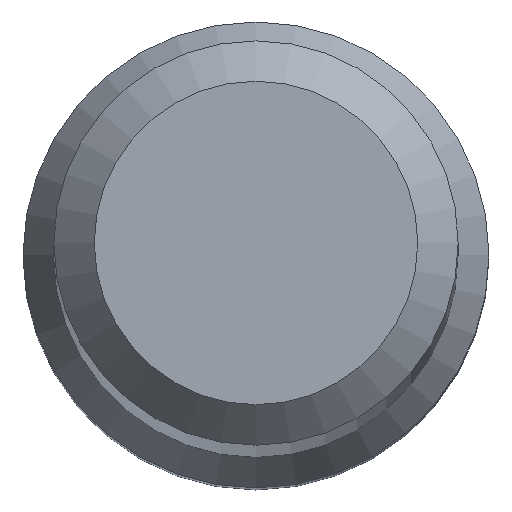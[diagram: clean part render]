
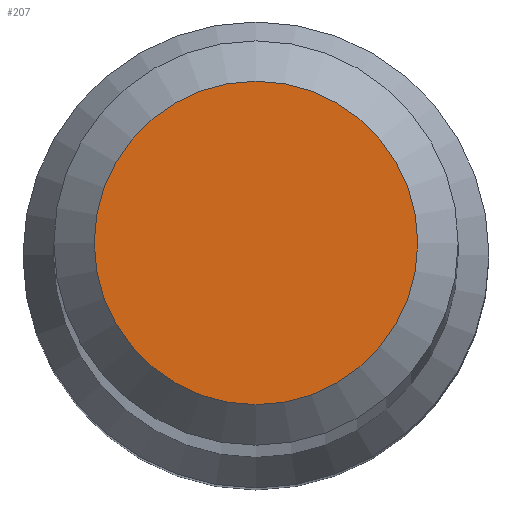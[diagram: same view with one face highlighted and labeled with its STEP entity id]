
A CAD part, top view. The second image highlights one B-rep face of the part: STEP entity #207.
In plain terms, the highlighted planar face has unit normal (0, 0, 1).
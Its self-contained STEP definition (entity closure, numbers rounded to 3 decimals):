
#1 = CARTESIAN_POINT ( 'NONE',  ( 0., 0., 80. ) ) ;
#14 = EDGE_LOOP ( 'NONE', ( #230 ) ) ;
#18 = PLANE ( 'NONE',  #176 ) ;
#39 = DIRECTION ( 'NONE',  ( 0., 1., 0. ) ) ;
#43 = VERTEX_POINT ( 'NONE', #57 ) ;
#57 = CARTESIAN_POINT ( 'NONE',  ( 0., 1.6, 80. ) ) ;
#63 = CIRCLE ( 'NONE', #209, 1.6 ) ;
#87 = FACE_OUTER_BOUND ( 'NONE', #14, .T. ) ;
#89 = DIRECTION ( 'NONE',  ( 0., 0., -1. ) ) ;
#108 = DIRECTION ( 'NONE',  ( 0., 1., 0. ) ) ;
#125 = DIRECTION ( 'NONE',  ( 0., 0., -1. ) ) ;
#129 = CARTESIAN_POINT ( 'NONE',  ( 0., 0., 80. ) ) ;
#176 = AXIS2_PLACEMENT_3D ( 'NONE', #1, #125, #39 ) ;
#207 = ADVANCED_FACE ( 'NONE', ( #87 ), #18, .F. ) ;
#209 = AXIS2_PLACEMENT_3D ( 'NONE', #129, #89, #108 ) ;
#229 = EDGE_CURVE ( 'NONE', #43, #43, #63, .T. ) ;
#230 = ORIENTED_EDGE ( 'NONE', *, *, #229, .F. ) ;
